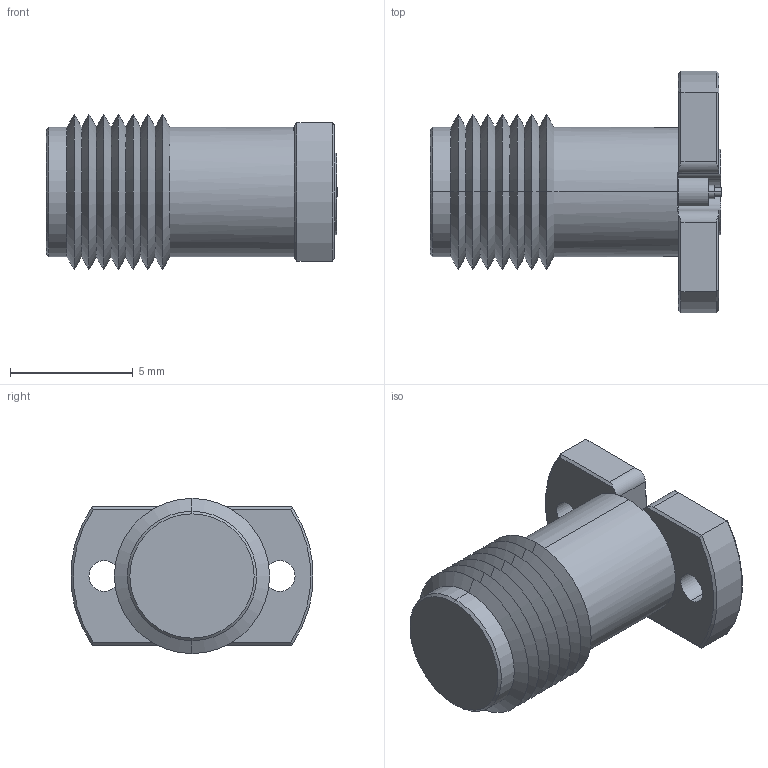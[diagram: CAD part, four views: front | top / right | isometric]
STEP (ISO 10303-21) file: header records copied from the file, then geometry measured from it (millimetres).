
FILE_DESCRIPTION (( 'STEP AP214' ), '1' );
FILE_NAME ('FMCN1731_3D.step', '2024-08-27T15:06:35', ( '' ), ( '' ), 'SwSTEP 2.0', 'SolidWorks 2022', '' );
FILE_SCHEMA (( 'AUTOMOTIVE_DESIGN' ));
Length unit declared in the file: millimetre
Products named in the file (1): FMCN1731_3D
Bounding box: 11.9 x 9.86 x 6.33 mm (x, y, z)
Volume: 317.5 mm3; surface area: 416.8 mm2
Topology: 1 solids, 1 shells, 78 faces, 180 edges, 106 vertices
Faces by surface type: cone 34, cylinder 24, plane 20
Entity records: 2286 total; most frequent: DIRECTION 410, CARTESIAN_POINT 401, ORIENTED_EDGE 360, EDGE_CURVE 180, AXIS2_PLACEMENT_3D 163, VERTEX_POINT 106, EDGE_LOOP 84, LINE 84
